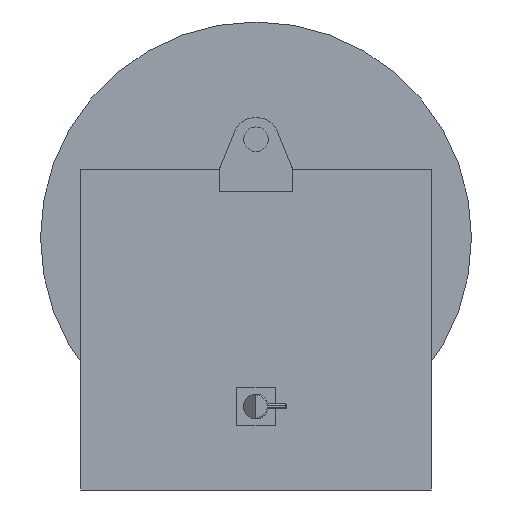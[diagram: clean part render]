
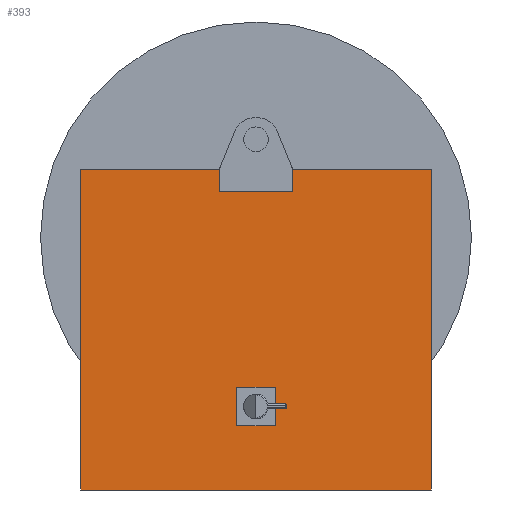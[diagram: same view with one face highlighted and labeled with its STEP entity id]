
A CAD part, front view. The second image highlights one B-rep face of the part: STEP entity #393.
In plain terms, the highlighted planar face has unit normal (0, -1, 0).
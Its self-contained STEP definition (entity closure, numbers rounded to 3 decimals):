
#393 = ADVANCED_FACE( '', ( #848, #849 ), #850, .T. );
#848 = FACE_OUTER_BOUND( '', #3005, .T. );
#849 = FACE_BOUND( '', #3006, .T. );
#850 = PLANE( '', #3007 );
#3005 = EDGE_LOOP( '', ( #4010, #4011, #4012, #4013, #4014, #4015, #4016, #4017, #4018, #4019 ) );
#3006 = EDGE_LOOP( '', ( #4020, #4021, #4022, #4023 ) );
#3007 = AXIS2_PLACEMENT_3D( '', #4024, #4025, #4026 );
#4010 = ORIENTED_EDGE( '', *, *, #4498, .T. );
#4011 = ORIENTED_EDGE( '', *, *, #4462, .T. );
#4012 = ORIENTED_EDGE( '', *, *, #4365, .T. );
#4013 = ORIENTED_EDGE( '', *, *, #4301, .T. );
#4014 = ORIENTED_EDGE( '', *, *, #4448, .F. );
#4015 = ORIENTED_EDGE( '', *, *, #4587, .F. );
#4016 = ORIENTED_EDGE( '', *, *, #4351, .F. );
#4017 = ORIENTED_EDGE( '', *, *, #4571, .T. );
#4018 = ORIENTED_EDGE( '', *, *, #4363, .T. );
#4019 = ORIENTED_EDGE( '', *, *, #4621, .T. );
#4020 = ORIENTED_EDGE( '', *, *, #4622, .F. );
#4021 = ORIENTED_EDGE( '', *, *, #4386, .F. );
#4022 = ORIENTED_EDGE( '', *, *, #4552, .F. );
#4023 = ORIENTED_EDGE( '', *, *, #4618, .F. );
#4024 = CARTESIAN_POINT( '', ( 0., -423., 0. ) );
#4025 = DIRECTION( '', ( 0., -1., 0. ) );
#4026 = DIRECTION( '', ( 0., 0., -1. ) );
#4301 = EDGE_CURVE( '', #4778, #4784, #4786, .T. );
#4351 = EDGE_CURVE( '', #4870, #4872, #4873, .T. );
#4363 = EDGE_CURVE( '', #4892, #4890, #4893, .T. );
#4365 = EDGE_CURVE( '', #4895, #4778, #4896, .T. );
#4386 = EDGE_CURVE( '', #4924, #4925, #4926, .T. );
#4448 = EDGE_CURVE( '', #5016, #4784, #5017, .T. );
#4462 = EDGE_CURVE( '', #5031, #4895, #5036, .T. );
#4498 = EDGE_CURVE( '', #5080, #5031, #5082, .T. );
#4552 = EDGE_CURVE( '', #5154, #4924, #5155, .T. );
#4571 = EDGE_CURVE( '', #4870, #4892, #5178, .T. );
#4587 = EDGE_CURVE( '', #4872, #5016, #5196, .T. );
#4618 = EDGE_CURVE( '', #5235, #5154, #5236, .T. );
#4621 = EDGE_CURVE( '', #4890, #5080, #5239, .T. );
#4622 = EDGE_CURVE( '', #4925, #5235, #5240, .T. );
#4778 = VERTEX_POINT( '', #5445 );
#4784 = VERTEX_POINT( '', #5454 );
#4786 = LINE( '', #5457, #5458 );
#4870 = VERTEX_POINT( '', #5639 );
#4872 = VERTEX_POINT( '', #5642 );
#4873 = LINE( '', #5643, #5644 );
#4890 = VERTEX_POINT( '', #5662 );
#4892 = VERTEX_POINT( '', #5665 );
#4893 = LINE( '', #5666, #5667 );
#4895 = VERTEX_POINT( '', #5670 );
#4896 = LINE( '', #5671, #5672 );
#4924 = VERTEX_POINT( '', #5722 );
#4925 = VERTEX_POINT( '', #5723 );
#4926 = LINE( '', #5724, #5725 );
#5016 = VERTEX_POINT( '', #5892 );
#5017 = LINE( '', #5893, #5894 );
#5031 = VERTEX_POINT( '', #5912 );
#5036 = LINE( '', #5920, #5921 );
#5080 = VERTEX_POINT( '', #5997 );
#5082 = LINE( '', #6000, #6001 );
#5154 = VERTEX_POINT( '', #6090 );
#5155 = LINE( '', #6091, #6092 );
#5178 = LINE( '', #6137, #6138 );
#5196 = LINE( '', #6158, #6159 );
#5235 = VERTEX_POINT( '', #6216 );
#5236 = LINE( '', #6217, #6218 );
#5239 = LINE( '', #6222, #6223 );
#5240 = LINE( '', #6224, #6225 );
#5445 = CARTESIAN_POINT( '', ( 59.798, -423., 110. ) );
#5454 = CARTESIAN_POINT( '', ( 60., -423., 109.5 ) );
#5457 = CARTESIAN_POINT( '', ( 25.658, -423., 194.5 ) );
#5458 = VECTOR( '', #6493, 1000. );
#5639 = CARTESIAN_POINT( '', ( -60., -423., 109.5 ) );
#5642 = CARTESIAN_POINT( '', ( -60., -423., 74.5 ) );
#5643 = CARTESIAN_POINT( '', ( -60., -423., 194.5 ) );
#5644 = VECTOR( '', #6549, 1000. );
#5662 = CARTESIAN_POINT( '', ( -284.5, -423., 110. ) );
#5665 = CARTESIAN_POINT( '', ( -59.798, -423., 110. ) );
#5666 = CARTESIAN_POINT( '', ( 284.5, -423., 110. ) );
#5667 = VECTOR( '', #6570, 1000. );
#5670 = CARTESIAN_POINT( '', ( 284.5, -423., 110. ) );
#5671 = CARTESIAN_POINT( '', ( 284.5, -423., 110. ) );
#5672 = VECTOR( '', #6572, 1000. );
#5722 = CARTESIAN_POINT( '', ( -31., -423., -243.274 ) );
#5723 = CARTESIAN_POINT( '', ( -31., -423., -305.274 ) );
#5724 = CARTESIAN_POINT( '', ( -31., -423., -243.274 ) );
#5725 = VECTOR( '', #6594, 1000. );
#5892 = CARTESIAN_POINT( '', ( 60., -423., 74.5 ) );
#5893 = CARTESIAN_POINT( '', ( 60., -423., 74.5 ) );
#5894 = VECTOR( '', #6673, 1000. );
#5912 = CARTESIAN_POINT( '', ( 284.5, -423., -410. ) );
#5920 = CARTESIAN_POINT( '', ( 284.5, -423., -410. ) );
#5921 = VECTOR( '', #6687, 1000. );
#5997 = CARTESIAN_POINT( '', ( -284.5, -423., -410. ) );
#6000 = CARTESIAN_POINT( '', ( -284.5, -423., -410. ) );
#6001 = VECTOR( '', #6720, 1000. );
#6090 = CARTESIAN_POINT( '', ( 31., -423., -243.274 ) );
#6091 = CARTESIAN_POINT( '', ( 31., -423., -243.274 ) );
#6092 = VECTOR( '', #6786, 1000. );
#6137 = CARTESIAN_POINT( '', ( -60., -423., 109.5 ) );
#6138 = VECTOR( '', #6802, 1000. );
#6158 = CARTESIAN_POINT( '', ( -60., -423., 74.5 ) );
#6159 = VECTOR( '', #6823, 1000. );
#6216 = CARTESIAN_POINT( '', ( 31., -423., -305.274 ) );
#6217 = CARTESIAN_POINT( '', ( 31., -423., -305.274 ) );
#6218 = VECTOR( '', #6853, 1000. );
#6222 = CARTESIAN_POINT( '', ( -284.5, -423., 110. ) );
#6223 = VECTOR( '', #6855, 1000. );
#6224 = CARTESIAN_POINT( '', ( -31., -423., -305.274 ) );
#6225 = VECTOR( '', #6856, 1000. );
#6493 = DIRECTION( '', ( 0.375, 0., -0.927 ) );
#6549 = DIRECTION( '', ( 0., 0., -1. ) );
#6570 = DIRECTION( '', ( -1., 0., 0. ) );
#6572 = DIRECTION( '', ( -1., 0., 0. ) );
#6594 = DIRECTION( '', ( 0., 0., -1. ) );
#6673 = DIRECTION( '', ( 0., 0., 1. ) );
#6687 = DIRECTION( '', ( 0., 0., 1. ) );
#6720 = DIRECTION( '', ( 1., 0., 0. ) );
#6786 = DIRECTION( '', ( -1., 0., 0. ) );
#6802 = DIRECTION( '', ( 0.375, 0., 0.927 ) );
#6823 = DIRECTION( '', ( 1., 0., 0. ) );
#6853 = DIRECTION( '', ( 0., 0., 1. ) );
#6855 = DIRECTION( '', ( 0., 0., -1. ) );
#6856 = DIRECTION( '', ( 1., 0., 0. ) );
